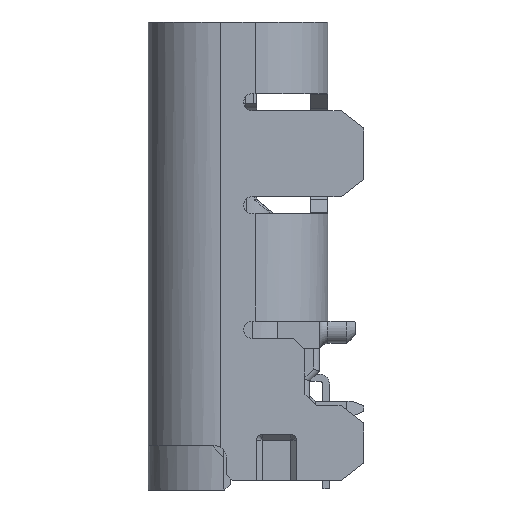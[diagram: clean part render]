
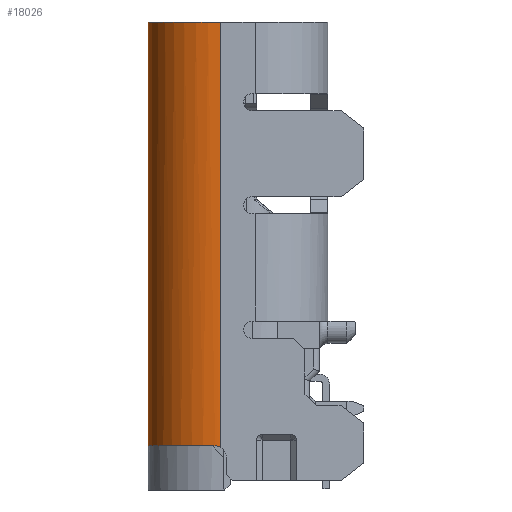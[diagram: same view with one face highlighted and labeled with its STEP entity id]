
A CAD part, left-side view. The second image highlights one B-rep face of the part: STEP entity #18026.
In plain terms, the highlighted cylindrical face has radius 1.27 mm (diameter 2.54 mm), a partial arc.
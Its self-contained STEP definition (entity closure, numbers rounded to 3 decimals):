
#1145 = VERTEX_POINT ( 'NONE', #20049 ) ;
#1227 = CARTESIAN_POINT ( 'NONE',  ( -4.47, 0.3, -3.3 ) ) ;
#1235 = CARTESIAN_POINT ( 'NONE',  ( -3.2, 1.57, -3.3 ) ) ;
#1301 = AXIS2_PLACEMENT_3D ( 'NONE', #15857, #1477, #15953 ) ;
#1477 = DIRECTION ( 'NONE',  ( 0., 0., -1. ) ) ;
#1900 = DIRECTION ( 'NONE',  ( 0., 0., -1. ) ) ;
#1997 = EDGE_CURVE ( 'NONE', #3370, #23294, #11977, .T. ) ;
#2764 = CARTESIAN_POINT ( 'NONE',  ( -4.47, 0.3, -2.727 ) ) ;
#3370 = VERTEX_POINT ( 'NONE', #21162 ) ;
#4106 = CARTESIAN_POINT ( 'NONE',  ( -3.2, 1.57, 4.7 ) ) ;
#4591 = VECTOR ( 'NONE', #19839, 1000. ) ;
#4686 = CARTESIAN_POINT ( 'NONE',  ( -4.469, 0.357, -2.702 ) ) ;
#5205 = VECTOR ( 'NONE', #17767, 1000. ) ;
#6274 = EDGE_CURVE ( 'NONE', #17496, #18479, #21266, .T. ) ;
#7894 = EDGE_CURVE ( 'NONE', #17496, #3370, #12971, .T. ) ;
#8347 = AXIS2_PLACEMENT_3D ( 'NONE', #23957, #11610, #26069 ) ;
#10405 = AXIS2_PLACEMENT_3D ( 'NONE', #14302, #1900, #16367 ) ;
#10981 = CARTESIAN_POINT ( 'NONE',  ( -4.466, 0.4, -2.7 ) ) ;
#11110 = EDGE_CURVE ( 'NONE', #18479, #1145, #21701, .T. ) ;
#11219 = ORIENTED_EDGE ( 'NONE', *, *, #15731, .F. ) ;
#11610 = DIRECTION ( 'NONE',  ( 0., 0., 1. ) ) ;
#11977 = LINE ( 'NONE', #1235, #5205 ) ;
#12766 = ORIENTED_EDGE ( 'NONE', *, *, #6274, .T. ) ;
#12971 = CIRCLE ( 'NONE', #10405, 1.27 ) ;
#13832 = ORIENTED_EDGE ( 'NONE', *, *, #7894, .F. ) ;
#14302 = CARTESIAN_POINT ( 'NONE',  ( -3.2, 0.3, -2.7 ) ) ;
#15149 = CARTESIAN_POINT ( 'NONE',  ( -4.47, 0.335, -2.708 ) ) ;
#15731 = EDGE_CURVE ( 'NONE', #23294, #1145, #18083, .T. ) ;
#15857 = CARTESIAN_POINT ( 'NONE',  ( -3.2, 0.3, 23.577 ) ) ;
#15953 = DIRECTION ( 'NONE',  ( -1., 0., 0. ) ) ;
#16367 = DIRECTION ( 'NONE',  ( -1., 0., 0. ) ) ;
#16684 = FACE_OUTER_BOUND ( 'NONE', #22979, .T. ) ;
#17496 = VERTEX_POINT ( 'NONE', #22471 ) ;
#17767 = DIRECTION ( 'NONE',  ( 0., 0., 1. ) ) ;
#18026 = ADVANCED_FACE ( 'NONE', ( #16684 ), #26353, .T. ) ;
#18083 = CIRCLE ( 'NONE', #8347, 1.27 ) ;
#18479 = VERTEX_POINT ( 'NONE', #25770 ) ;
#19301 = ORIENTED_EDGE ( 'NONE', *, *, #1997, .F. ) ;
#19839 = DIRECTION ( 'NONE',  ( 0., 0., 1. ) ) ;
#20049 = CARTESIAN_POINT ( 'NONE',  ( -4.47, 0.3, 4.7 ) ) ;
#20440 = ORIENTED_EDGE ( 'NONE', *, *, #11110, .T. ) ;
#21162 = CARTESIAN_POINT ( 'NONE',  ( -3.2, 1.57, -2.7 ) ) ;
#21266 = B_SPLINE_CURVE_WITH_KNOTS ( 'NONE', 3,
 ( #10981, #4686, #15149, #2764 ),
 .UNSPECIFIED., .F., .F.,
 ( 4, 4 ),
 ( 0., 1. ),
 .UNSPECIFIED. ) ;
#21701 = LINE ( 'NONE', #1227, #4591 ) ;
#22471 = CARTESIAN_POINT ( 'NONE',  ( -4.466, 0.4, -2.7 ) ) ;
#22979 = EDGE_LOOP ( 'NONE', ( #13832, #12766, #20440, #11219, #19301 ) ) ;
#23294 = VERTEX_POINT ( 'NONE', #4106 ) ;
#23957 = CARTESIAN_POINT ( 'NONE',  ( -3.2, 0.3, 4.7 ) ) ;
#25770 = CARTESIAN_POINT ( 'NONE',  ( -4.47, 0.3, -2.727 ) ) ;
#26069 = DIRECTION ( 'NONE',  ( -1., 0., 0. ) ) ;
#26353 = CYLINDRICAL_SURFACE ( 'NONE', #1301, 1.27 ) ;
